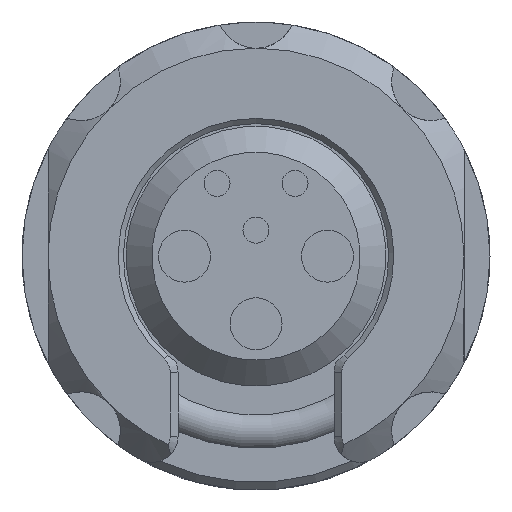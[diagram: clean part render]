
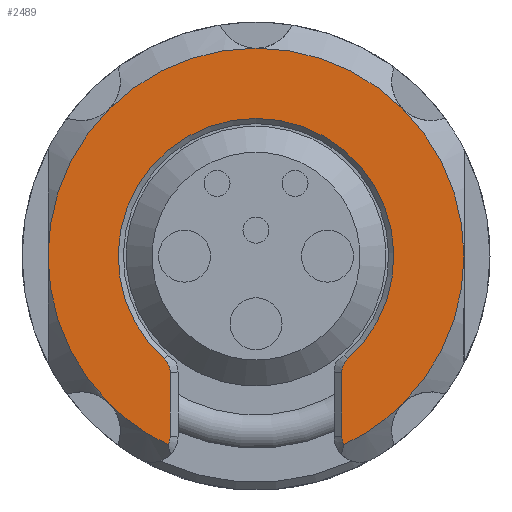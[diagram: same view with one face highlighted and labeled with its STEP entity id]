
A CAD part, front view. The second image highlights one B-rep face of the part: STEP entity #2489.
In plain terms, the highlighted planar face has unit normal (0, -1, 0).
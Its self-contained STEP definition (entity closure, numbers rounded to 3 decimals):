
#71=PLANE('',#2716);
#187=FACE_OUTER_BOUND('',#344,.T.);
#344=EDGE_LOOP('',(#1856,#1857,#1858,#1859,#1860,#1861,#1862,#1863,#1864,
#1865,#1866,#1867,#1868,#1869,#1870));
#514=LINE('',#4254,#643);
#517=LINE('',#4260,#646);
#643=VECTOR('',#3181,1000.);
#646=VECTOR('',#3186,1000.);
#843=CIRCLE('',#2692,0.7);
#844=CIRCLE('',#2694,8.);
#845=CIRCLE('',#2696,8.);
#846=CIRCLE('',#2698,8.);
#847=CIRCLE('',#2700,8.);
#848=CIRCLE('',#2702,8.);
#849=CIRCLE('',#2704,8.);
#850=CIRCLE('',#2706,8.);
#851=CIRCLE('',#2708,8.);
#852=CIRCLE('',#2710,0.7);
#853=CIRCLE('',#2717,0.7);
#854=CIRCLE('',#2718,5.3);
#855=CIRCLE('',#2719,0.7);
#1017=VERTEX_POINT('',#3857);
#1022=VERTEX_POINT('',#3900);
#1036=VERTEX_POINT('',#4002);
#1040=VERTEX_POINT('',#4052);
#1042=VERTEX_POINT('',#4071);
#1046=VERTEX_POINT('',#4160);
#1048=VERTEX_POINT('',#4179);
#1049=VERTEX_POINT('',#4214);
#1050=VERTEX_POINT('',#4219);
#1051=VERTEX_POINT('',#4237);
#1052=VERTEX_POINT('',#4246);
#1054=VERTEX_POINT('',#4252);
#1055=VERTEX_POINT('',#4256);
#1061=VERTEX_POINT('',#4276);
#1062=VERTEX_POINT('',#4278);
#1334=EDGE_CURVE('',#1049,#1050,#843,.T.);
#1335=EDGE_CURVE('',#1036,#1049,#844,.T.);
#1336=EDGE_CURVE('',#1040,#1036,#845,.T.);
#1337=EDGE_CURVE('',#1042,#1040,#846,.T.);
#1338=EDGE_CURVE('',#1022,#1042,#847,.T.);
#1339=EDGE_CURVE('',#1017,#1022,#848,.T.);
#1340=EDGE_CURVE('',#1046,#1017,#849,.T.);
#1341=EDGE_CURVE('',#1048,#1046,#850,.T.);
#1342=EDGE_CURVE('',#1051,#1048,#851,.T.);
#1345=EDGE_CURVE('',#1052,#1051,#852,.T.);
#1348=EDGE_CURVE('',#1050,#1054,#514,.T.);
#1351=EDGE_CURVE('',#1055,#1052,#517,.T.);
#1359=EDGE_CURVE('',#1054,#1061,#853,.T.);
#1360=EDGE_CURVE('',#1061,#1062,#854,.T.);
#1361=EDGE_CURVE('',#1062,#1055,#855,.T.);
#1856=ORIENTED_EDGE('',*,*,#1351,.T.);
#1857=ORIENTED_EDGE('',*,*,#1345,.T.);
#1858=ORIENTED_EDGE('',*,*,#1342,.T.);
#1859=ORIENTED_EDGE('',*,*,#1341,.T.);
#1860=ORIENTED_EDGE('',*,*,#1340,.T.);
#1861=ORIENTED_EDGE('',*,*,#1339,.T.);
#1862=ORIENTED_EDGE('',*,*,#1338,.T.);
#1863=ORIENTED_EDGE('',*,*,#1337,.T.);
#1864=ORIENTED_EDGE('',*,*,#1336,.T.);
#1865=ORIENTED_EDGE('',*,*,#1335,.T.);
#1866=ORIENTED_EDGE('',*,*,#1334,.T.);
#1867=ORIENTED_EDGE('',*,*,#1348,.T.);
#1868=ORIENTED_EDGE('',*,*,#1359,.T.);
#1869=ORIENTED_EDGE('',*,*,#1360,.T.);
#1870=ORIENTED_EDGE('',*,*,#1361,.T.);
#2489=ADVANCED_FACE('',(#187),#71,.T.);
#2692=AXIS2_PLACEMENT_3D('',#4221,#3138,#3139);
#2694=AXIS2_PLACEMENT_3D('',#4223,#3142,#3143);
#2696=AXIS2_PLACEMENT_3D('',#4225,#3146,#3147);
#2698=AXIS2_PLACEMENT_3D('',#4227,#3150,#3151);
#2700=AXIS2_PLACEMENT_3D('',#4229,#3154,#3155);
#2702=AXIS2_PLACEMENT_3D('',#4231,#3158,#3159);
#2704=AXIS2_PLACEMENT_3D('',#4233,#3162,#3163);
#2706=AXIS2_PLACEMENT_3D('',#4235,#3166,#3167);
#2708=AXIS2_PLACEMENT_3D('',#4238,#3170,#3171);
#2710=AXIS2_PLACEMENT_3D('',#4248,#3175,#3176);
#2716=AXIS2_PLACEMENT_3D('',#4275,#3200,#3201);
#2717=AXIS2_PLACEMENT_3D('',#4277,#3202,#3203);
#2718=AXIS2_PLACEMENT_3D('',#4279,#3204,#3205);
#2719=AXIS2_PLACEMENT_3D('',#4280,#3206,#3207);
#3138=DIRECTION('center_axis',(0.,-1.,0.));
#3139=DIRECTION('ref_axis',(0.,0.,
-1.));
#3142=DIRECTION('center_axis',(0.,-1.,0.));
#3143=DIRECTION('ref_axis',(-0.707,0.,-0.707));
#3146=DIRECTION('center_axis',(0.,-1.,0.));
#3147=DIRECTION('ref_axis',(-0.707,0.,-0.707));
#3150=DIRECTION('center_axis',(0.,-1.,0.));
#3151=DIRECTION('ref_axis',(-0.707,0.,-0.707));
#3154=DIRECTION('center_axis',(0.,-1.,0.));
#3155=DIRECTION('ref_axis',(-0.707,0.,-0.707));
#3158=DIRECTION('center_axis',(0.,-1.,0.));
#3159=DIRECTION('ref_axis',(-0.707,0.,-0.707));
#3162=DIRECTION('center_axis',(0.,-1.,0.));
#3163=DIRECTION('ref_axis',(-0.707,0.,-0.707));
#3166=DIRECTION('center_axis',(0.,-1.,0.));
#3167=DIRECTION('ref_axis',(-0.707,0.,-0.707));
#3170=DIRECTION('center_axis',(0.,-1.,0.));
#3171=DIRECTION('ref_axis',(-0.707,0.,-0.707));
#3175=DIRECTION('center_axis',(0.,-1.,0.));
#3176=DIRECTION('ref_axis',(0.,0.,
-1.));
#3181=DIRECTION('',(0.,0.,1.));
#3186=DIRECTION('',(0.,0.,-1.));
#3200=DIRECTION('center_axis',(0.,-1.,0.));
#3201=DIRECTION('ref_axis',(-0.707,0.,-0.707));
#3202=DIRECTION('center_axis',(0.,-1.,0.));
#3203=DIRECTION('ref_axis',(0.,0.,
-1.));
#3204=DIRECTION('center_axis',(0.,1.,0.));
#3205=DIRECTION('ref_axis',(0.,0.,
-1.));
#3206=DIRECTION('center_axis',(0.,-1.,0.));
#3207=DIRECTION('ref_axis',(0.,0.,
-1.));
#3857=CARTESIAN_POINT('',(415.657,-24.5,5.657));
#3900=CARTESIAN_POINT('',(410.,-24.5,8.));
#4002=CARTESIAN_POINT('',(404.343,-24.5,-5.657));
#4052=CARTESIAN_POINT('',(402.,-24.5,0.));
#4071=CARTESIAN_POINT('',(404.343,-24.5,5.657));
#4160=CARTESIAN_POINT('',(418.,-24.5,0.));
#4179=CARTESIAN_POINT('',(415.657,-24.5,-5.657));
#4214=CARTESIAN_POINT('',(406.621,-24.5,-7.251));
#4219=CARTESIAN_POINT('',(406.7,-24.5,-6.928));
#4221=CARTESIAN_POINT('Origin',(406.,-24.5,-6.928));
#4223=CARTESIAN_POINT('Origin',(410.,-24.5,0.));
#4225=CARTESIAN_POINT('Origin',(410.,-24.5,0.));
#4227=CARTESIAN_POINT('Origin',(410.,-24.5,0.));
#4229=CARTESIAN_POINT('Origin',(410.,-24.5,0.));
#4231=CARTESIAN_POINT('Origin',(410.,-24.5,0.));
#4233=CARTESIAN_POINT('Origin',(410.,-24.5,0.));
#4235=CARTESIAN_POINT('Origin',(410.,-24.5,0.));
#4237=CARTESIAN_POINT('',(413.379,-24.5,-7.251));
#4238=CARTESIAN_POINT('Origin',(410.,-24.5,0.));
#4246=CARTESIAN_POINT('',(413.3,-24.5,-6.928));
#4248=CARTESIAN_POINT('Origin',(414.,-24.5,-6.928));
#4252=CARTESIAN_POINT('',(406.7,-24.5,-4.472));
#4254=CARTESIAN_POINT('',(406.7,-24.5,-4.472));
#4256=CARTESIAN_POINT('',(413.3,-24.5,-4.472));
#4260=CARTESIAN_POINT('',(413.3,-24.5,-6.928));
#4275=CARTESIAN_POINT('Origin',(410.,-24.5,0.));
#4276=CARTESIAN_POINT('',(406.467,-24.5,-3.95));
#4277=CARTESIAN_POINT('Origin',(406.,-24.5,-4.472));
#4278=CARTESIAN_POINT('',(413.533,-24.5,-3.95));
#4279=CARTESIAN_POINT('Origin',(410.,-24.5,0.));
#4280=CARTESIAN_POINT('Origin',(414.,-24.5,-4.472));
